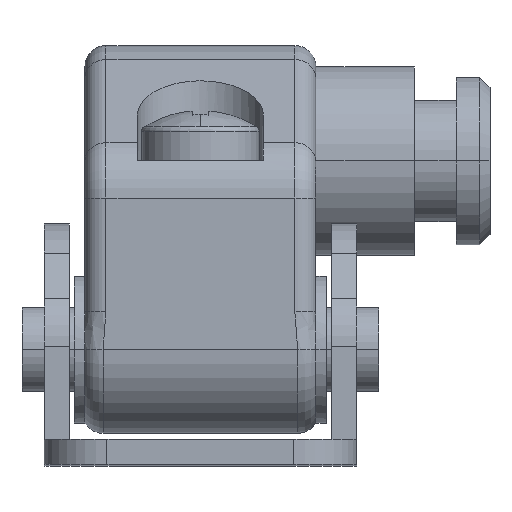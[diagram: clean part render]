
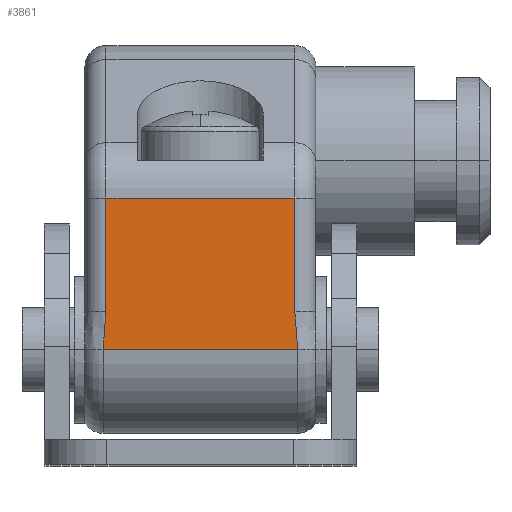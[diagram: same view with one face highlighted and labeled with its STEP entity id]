
A CAD part, top view. The second image highlights one B-rep face of the part: STEP entity #3861.
In plain terms, the highlighted face is planar.
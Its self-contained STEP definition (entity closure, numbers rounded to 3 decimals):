
#122 = EDGE_CURVE ( 'NONE', #1577, #6371, #3093, .T. ) ;
#253 = CARTESIAN_POINT ( 'NONE',  ( -4., -0.602, 4.604 ) ) ;
#457 = CARTESIAN_POINT ( 'NONE',  ( -4., -7.218, -4.5 ) ) ;
#508 = DIRECTION ( 'NONE',  ( 0., 1., 0. ) ) ;
#566 = VECTOR ( 'NONE', #1361, 1000. ) ;
#569 = CARTESIAN_POINT ( 'NONE',  ( -4., 0., 4.634 ) ) ;
#584 = PLANE ( 'NONE',  #3219 ) ;
#634 = VECTOR ( 'NONE', #508, 1000. ) ;
#684 = CARTESIAN_POINT ( 'NONE',  ( -4., -0.302, -4.634 ) ) ;
#757 = CARTESIAN_POINT ( 'NONE',  ( -4., 0., 4.634 ) ) ;
#872 = DIRECTION ( 'NONE',  ( 0., -1., 0. ) ) ;
#1082 = DIRECTION ( 'NONE',  ( 0., 1., 0. ) ) ;
#1084 = DIRECTION ( 'NONE',  ( 0., 0., -1. ) ) ;
#1181 = CARTESIAN_POINT ( 'NONE',  ( -4., 0., -4.634 ) ) ;
#1192 = VECTOR ( 'NONE', #1084, 1000. ) ;
#1361 = DIRECTION ( 'NONE',  ( 0., 0., 1. ) ) ;
#1445 = CARTESIAN_POINT ( 'NONE',  ( -4., 0., -4.634 ) ) ;
#1541 = ORIENTED_EDGE ( 'NONE', *, *, #4523, .T. ) ;
#1577 = VERTEX_POINT ( 'NONE', #5033 ) ;
#1584 = CARTESIAN_POINT ( 'NONE',  ( -4., -7.218, 4.5 ) ) ;
#1614 = B_SPLINE_CURVE_WITH_KNOTS ( 'NONE', 3,
 ( #1181, #684, #1665, #4745, #1685, #5244 ),
 .UNSPECIFIED., .F., .F.,
 ( 4, 2, 4 ),
 ( 0., 0.001, 0.002 ),
 .UNSPECIFIED. ) ;
#1665 = CARTESIAN_POINT ( 'NONE',  ( -4., -0.602, -4.604 ) ) ;
#1685 = CARTESIAN_POINT ( 'NONE',  ( -4., -1.501, -4.5 ) ) ;
#1749 = CARTESIAN_POINT ( 'NONE',  ( -4., -1.501, 4.5 ) ) ;
#1899 = LINE ( 'NONE', #6430, #3107 ) ;
#1938 = ORIENTED_EDGE ( 'NONE', *, *, #4061, .T. ) ;
#2113 = EDGE_LOOP ( 'NONE', ( #4515, #1541, #1938, #3958, #2503, #5614 ) ) ;
#2385 = LINE ( 'NONE', #4128, #1192 ) ;
#2503 = ORIENTED_EDGE ( 'NONE', *, *, #4826, .T. ) ;
#2850 = FACE_OUTER_BOUND ( 'NONE', #2113, .T. ) ;
#3093 = B_SPLINE_CURVE_WITH_KNOTS ( 'NONE', 3,
 ( #3286, #1749, #4806, #253, #3794, #757 ),
 .UNSPECIFIED., .F., .F.,
 ( 4, 2, 4 ),
 ( 0., 0.001, 0.002 ),
 .UNSPECIFIED. ) ;
#3107 = VECTOR ( 'NONE', #872, 1000. ) ;
#3219 = AXIS2_PLACEMENT_3D ( 'NONE', #6161, #4123, #1082 ) ;
#3286 = CARTESIAN_POINT ( 'NONE',  ( -4., -1.803, 4.5 ) ) ;
#3398 = EDGE_CURVE ( 'NONE', #6371, #6259, #2385, .T. ) ;
#3531 = CARTESIAN_POINT ( 'NONE',  ( -4., 0., 4.5 ) ) ;
#3644 = LINE ( 'NONE', #3531, #634 ) ;
#3794 = CARTESIAN_POINT ( 'NONE',  ( -4., -0.302, 4.634 ) ) ;
#3861 = ADVANCED_FACE ( 'NONE', ( #2850 ), #584, .F. ) ;
#3898 = VERTEX_POINT ( 'NONE', #1584 ) ;
#3937 = CARTESIAN_POINT ( 'NONE',  ( -4., -1.803, -4.5 ) ) ;
#3958 = ORIENTED_EDGE ( 'NONE', *, *, #4624, .T. ) ;
#4061 = EDGE_CURVE ( 'NONE', #5419, #5522, #1899, .T. ) ;
#4123 = DIRECTION ( 'NONE',  ( 1., 0., 0. ) ) ;
#4128 = CARTESIAN_POINT ( 'NONE',  ( -4., 0., 5.5 ) ) ;
#4398 = CARTESIAN_POINT ( 'NONE',  ( -4., -7.218, 5.5 ) ) ;
#4515 = ORIENTED_EDGE ( 'NONE', *, *, #3398, .T. ) ;
#4523 = EDGE_CURVE ( 'NONE', #6259, #5419, #1614, .T. ) ;
#4612 = LINE ( 'NONE', #4398, #566 ) ;
#4624 = EDGE_CURVE ( 'NONE', #5522, #3898, #4612, .T. ) ;
#4745 = CARTESIAN_POINT ( 'NONE',  ( -4., -1.201, -4.536 ) ) ;
#4806 = CARTESIAN_POINT ( 'NONE',  ( -4., -1.201, 4.536 ) ) ;
#4826 = EDGE_CURVE ( 'NONE', #3898, #1577, #3644, .T. ) ;
#5033 = CARTESIAN_POINT ( 'NONE',  ( -4., -1.803, 4.5 ) ) ;
#5244 = CARTESIAN_POINT ( 'NONE',  ( -4., -1.803, -4.5 ) ) ;
#5419 = VERTEX_POINT ( 'NONE', #3937 ) ;
#5522 = VERTEX_POINT ( 'NONE', #457 ) ;
#5614 = ORIENTED_EDGE ( 'NONE', *, *, #122, .T. ) ;
#6161 = CARTESIAN_POINT ( 'NONE',  ( -4., 0., 5.5 ) ) ;
#6259 = VERTEX_POINT ( 'NONE', #1445 ) ;
#6371 = VERTEX_POINT ( 'NONE', #569 ) ;
#6430 = CARTESIAN_POINT ( 'NONE',  ( -4., 0., -4.5 ) ) ;
